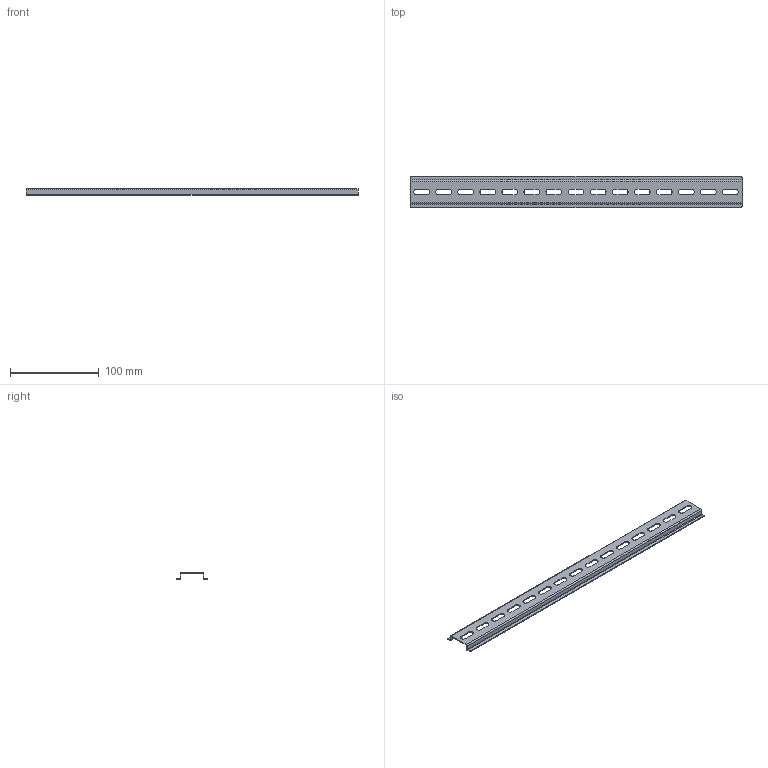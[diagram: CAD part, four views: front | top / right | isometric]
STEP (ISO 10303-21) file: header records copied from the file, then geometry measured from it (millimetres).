
FILE_DESCRIPTION (( 'STEP AP214' ), '1' );
FILE_NAME ('DIN-35-NB18.STEP', '2014-01-22T18:12:38', ( 'L-Com' ), ( 'L-Com Global Connectivity' ), 'SwSTEP 2.0', 'SolidWorks 2012', '' );
FILE_SCHEMA (( 'AUTOMOTIVE_DESIGN' ));
Length unit declared in the file: inch
Products named in the file (1): DIN-35-NB18
Bounding box: 374.9 x 35.05 x 7.62 mm (x, y, z)
Volume: 15712.3 mm3; surface area: 33200 mm2
Topology: 1 solids, 1 shells, 101 faces, 297 edges, 198 vertices
Faces by surface type: cylinder 57, plane 44
Entity records: 4480 total; most frequent: DIRECTION 615, CARTESIAN_POINT 597, ORIENTED_EDGE 594, EDGE_CURVE 297, AXIS2_PLACEMENT_3D 216, VERTEX_POINT 198, LINE 183, VECTOR 183
